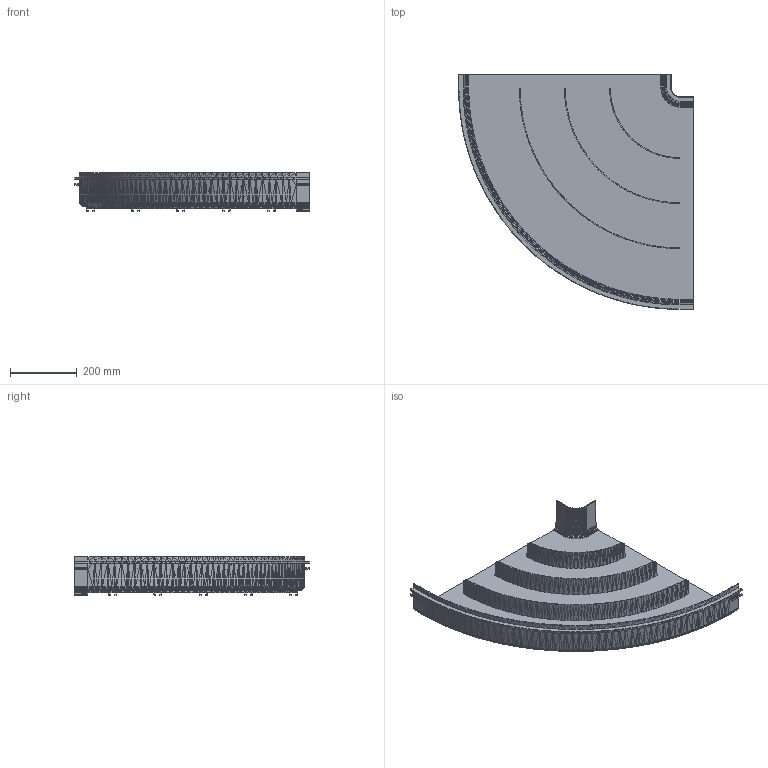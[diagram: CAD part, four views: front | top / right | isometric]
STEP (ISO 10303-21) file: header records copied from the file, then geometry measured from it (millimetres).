
FILE_DESCRIPTION(('FreeCAD Model'),'2;1');
FILE_NAME('Open CASCADE Shape Model','2022-12-06T15:32:57',('Author'),( ''),'Open CASCADE STEP processor 7.6','FreeCAD','Unknown');
FILE_SCHEMA(('AUTOMOTIVE_DESIGN { 1 0 10303 214 1 1 1 1 }'));
Products named in the file (1): DS_600_31990_____________________________________________90____________
________________________________600____001001 (Solid)
Bounding box: 702.33 x 702.33 x 116.5 mm (x, y, z)
Volume: 1876243.9 mm3; surface area: 1333733.4 mm2
Topology: 1 solids, 1 shells, 13139 faces, 23431 edges, 10306 vertices
Faces by surface type: plane 13139
Entity records: 594398 total; most frequent: DIRECTION 96573, CARTESIAN_POINT 93739, LINE 70293, VECTOR 70293, ORIENTED_EDGE 46862, PCURVE 46862, DEFINITIONAL_REPRESENTATION 46862, EDGE_CURVE 23431
